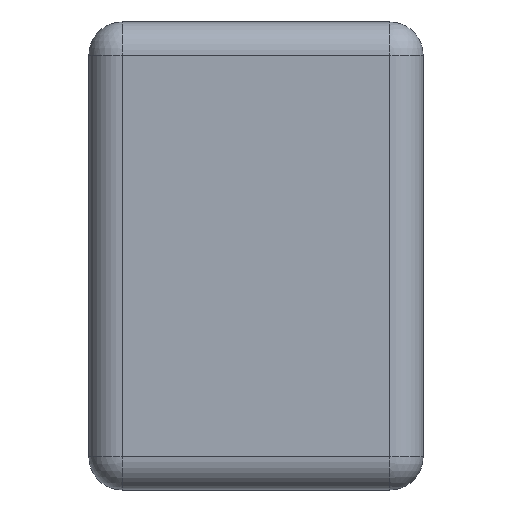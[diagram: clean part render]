
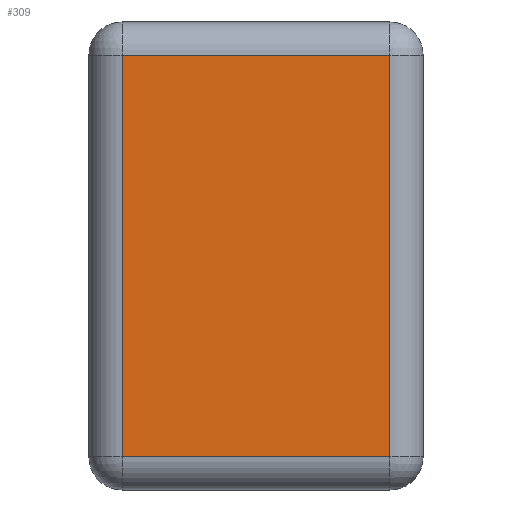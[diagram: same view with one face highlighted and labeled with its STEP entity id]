
A CAD part, left-side view. The second image highlights one B-rep face of the part: STEP entity #309.
In plain terms, the highlighted planar face has unit normal (-1, 0, 0).
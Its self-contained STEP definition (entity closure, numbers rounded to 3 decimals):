
#69 = CARTESIAN_POINT ( 'NONE',  ( -0.5, -0.2, 0.65 ) ) ;
#70 = VERTEX_POINT ( 'NONE', #69 ) ;
#78 = CARTESIAN_POINT ( 'NONE',  ( -0.5, -0.2, 0.05 ) ) ;
#79 = VERTEX_POINT ( 'NONE', #78 ) ;
#80 = CARTESIAN_POINT ( 'NONE',  ( -0.5, -0.2, 0.7 ) ) ;
#81 = DIRECTION ( 'NONE',  ( 0., 0., 1. ) ) ;
#82 = VECTOR ( 'NONE', #81, 1000. ) ;
#83 = LINE ( 'NONE', #80, #82 ) ;
#84 = EDGE_CURVE ( 'NONE', #79, #70, #83, .T. ) ;
#109 = CARTESIAN_POINT ( 'NONE',  ( -0.5, 0.2, 0.65 ) ) ;
#110 = VERTEX_POINT ( 'NONE', #109 ) ;
#128 = CARTESIAN_POINT ( 'NONE',  ( -0.5, 0.2, 0.05 ) ) ;
#129 = VERTEX_POINT ( 'NONE', #128 ) ;
#137 = CARTESIAN_POINT ( 'NONE',  ( -0.5, 0.2, 0. ) ) ;
#138 = DIRECTION ( 'NONE',  ( 0., 0., -1. ) ) ;
#139 = VECTOR ( 'NONE', #138, 1000. ) ;
#140 = LINE ( 'NONE', #137, #139 ) ;
#141 = EDGE_CURVE ( 'NONE', #110, #129, #140, .T. ) ;
#231 = CARTESIAN_POINT ( 'NONE',  ( -0.5, 0.25, 0.65 ) ) ;
#232 = DIRECTION ( 'NONE',  ( 0., 1., 0. ) ) ;
#233 = VECTOR ( 'NONE', #232, 1000. ) ;
#234 = LINE ( 'NONE', #231, #233 ) ;
#235 = EDGE_CURVE ( 'NONE', #70, #110, #234, .T. ) ;
#293 = ORIENTED_EDGE ( 'NONE', *, *, #235, .T. ) ;
#294 = ORIENTED_EDGE ( 'NONE', *, *, #141, .T. ) ;
#295 = CARTESIAN_POINT ( 'NONE',  ( -0.5, -0.25, 0.05 ) ) ;
#296 = DIRECTION ( 'NONE',  ( 0., -1., 0. ) ) ;
#297 = VECTOR ( 'NONE', #296, 1000. ) ;
#298 = LINE ( 'NONE', #295, #297 ) ;
#299 = EDGE_CURVE ( 'NONE', #129, #79, #298, .T. ) ;
#300 = ORIENTED_EDGE ( 'NONE', *, *, #299, .T. ) ;
#301 = ORIENTED_EDGE ( 'NONE', *, *, #84, .T. ) ;
#302 = EDGE_LOOP ( 'NONE', ( #293, #294, #300, #301 ) ) ;
#303 = FACE_OUTER_BOUND ( 'NONE', #302, .T. ) ;
#304 = CARTESIAN_POINT ( 'NONE',  ( -0.5, 0., 0. ) ) ;
#305 = DIRECTION ( 'NONE',  ( -1., 0., 0. ) ) ;
#306 = DIRECTION ( 'NONE',  ( 0., -1., 0. ) ) ;
#307 = AXIS2_PLACEMENT_3D ( 'NONE', #304, #305, #306 ) ;
#308 = PLANE ( 'NONE', #307 ) ;
#309 = ADVANCED_FACE ( 'NONE', ( #303 ), #308, .T. ) ;
